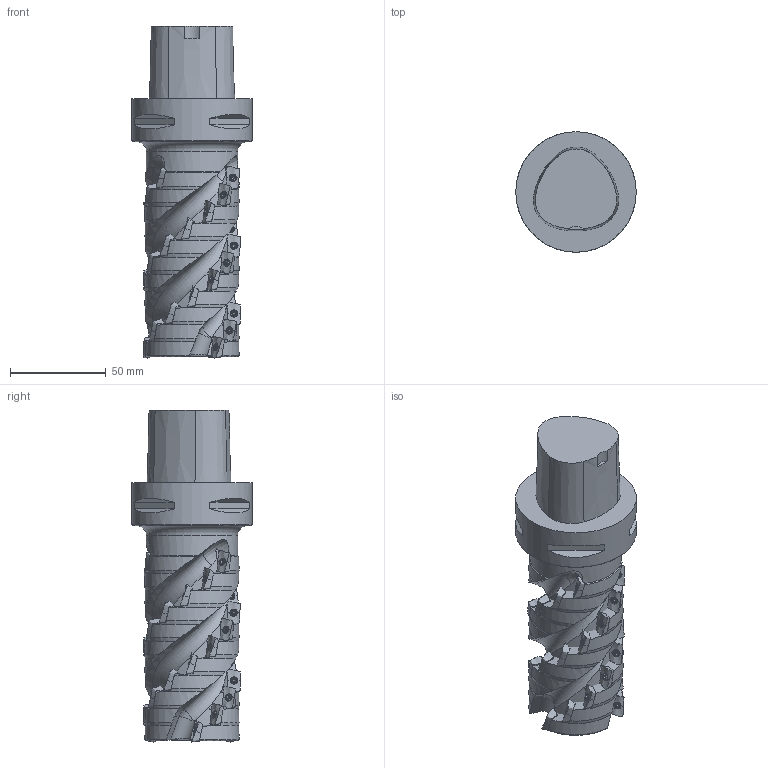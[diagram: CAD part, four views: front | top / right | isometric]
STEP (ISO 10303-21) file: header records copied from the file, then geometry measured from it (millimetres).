
FILE_DESCRIPTION(/* description */ (''),/* implementation_level */ '2;1');
FILE_NAME(/* name */ '1583476313707.stp',/* time_stamp */ '2020-03-06T12:02:11+06:00',/* author */ (''),/* organization */ ('SMS'),/* preprocessor_version */ 'ST-DEVELOPER v16.7',/* originating_system */ 'SIEMENS PLM Software NX 12.0',/* authorisation */ '');
FILE_SCHEMA (('AUTOMOTIVE_DESIGN { 1 0 10303 214 3 1 1 1 }'));
Products named in the file (4): ASSEMBLY_CONSTRUCTION; 201207134mod000_00; 202877548mod000_00; 202877587mod000_00
Assembly tree (35 placements, depth 2):
  202877587mod000_00
    202877548mod000_00
    201207134mod000_00  x33
    ASSEMBLY_CONSTRUCTION
Bounding box: 63 x 63 x 173.58 mm (x, y, z)
Volume: 290209.6 mm3; surface area: 46011.2 mm2
Topology: 34 solids, 34 shells, 1608 faces, 3885 edges, 2526 vertices
Faces by surface type: cylinder 501, plane 428, cone 344, bspline 189, torus 107, sphere 33, revolution 6
Full cylindrical faces by diameter (mm): 2.5 x33, 2.8 x33, 3.45 x33, 47.823 x1, 63 x1
Entity records: 105954 total; most frequent: CARTESIAN_POINT 79879, ORIENTED_EDGE 5290, DIRECTION 5220, EDGE_CURVE 2645, AXIS2_PLACEMENT_3D 2392, VERTEX_POINT 1742, EDGE_LOOP 1382, ADVANCED_FACE 1160
